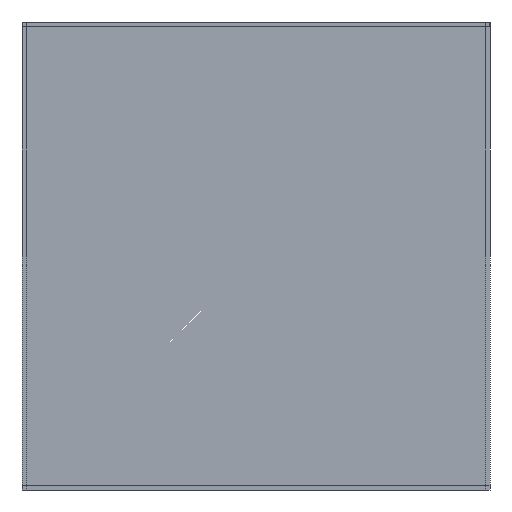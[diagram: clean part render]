
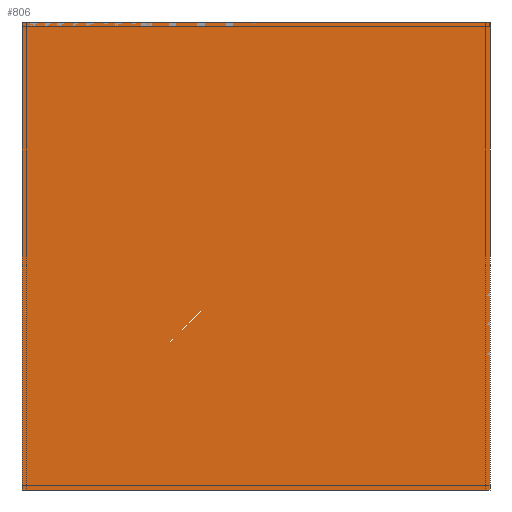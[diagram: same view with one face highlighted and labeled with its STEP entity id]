
A CAD part, front view. The second image highlights one B-rep face of the part: STEP entity #806.
In plain terms, the highlighted planar face has unit normal (0, -1, 0).
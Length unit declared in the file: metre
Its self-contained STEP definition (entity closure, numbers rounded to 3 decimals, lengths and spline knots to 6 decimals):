
#68 = CARTESIAN_POINT('NONE', (-0.05, -0.05, -0.05));
#69 = VERTEX_POINT('NONE', #68);
#70 = CARTESIAN_POINT('NONE', (-0.05, -0.05, 0.05));
#71 = VERTEX_POINT('NONE', #70);
#76 = CARTESIAN_POINT('NONE', (0.05, -0.05, 0.05));
#77 = VERTEX_POINT('NONE', #76);
#80 = CARTESIAN_POINT('NONE', (0.05, -0.05, -0.05));
#81 = VERTEX_POINT('NONE', #80);
#292 = DIRECTION('NONE', (0., 0, 1));
#293 = VECTOR('NONE', #292, 1);
#294 = CARTESIAN_POINT('NONE', (-0.05, -0.05, -0.05));
#295 = LINE('NONE', #294, #293);
#308 = DIRECTION('NONE', (1, 0, 0));
#309 = VECTOR('NONE', #308, 1);
#310 = CARTESIAN_POINT('NONE', (-0.05, -0.05, 0.05));
#311 = LINE('NONE', #310, #309);
#320 = DIRECTION('NONE', (0., 0, -1));
#321 = VECTOR('NONE', #320, 1);
#322 = CARTESIAN_POINT('NONE', (0.05, -0.05, 0.05));
#323 = LINE('NONE', #322, #321);
#332 = DIRECTION('NONE', (-1, 0, 0));
#333 = VECTOR('NONE', #332, 1);
#334 = CARTESIAN_POINT('NONE', (0.05, -0.05, -0.05));
#335 = LINE('NONE', #334, #333);
#436 = EDGE_CURVE('NONE', #69, #71, #295, .T.);
#440 = EDGE_CURVE('NONE', #71, #77, #311, .T.);
#443 = EDGE_CURVE('NONE', #77, #81, #323, .T.);
#446 = EDGE_CURVE('NONE', #81, #69, #335, .T.);
#572 = CARTESIAN_POINT('NONE', (0, -0.05, -0));
#573 = DIRECTION('NONE', (0, 1, 0));
#574 = AXIS2_PLACEMENT_3D('NONE', #572, #573, $);
#575 = PLANE('NONE', #574);
#800 = ORIENTED_EDGE('NONE', *, *, #446, .F.);
#801 = ORIENTED_EDGE('NONE', *, *, #443, .F.);
#802 = ORIENTED_EDGE('NONE', *, *, #440, .F.);
#803 = ORIENTED_EDGE('NONE', *, *, #436, .F.);
#804 = EDGE_LOOP('NONE', (#800, #801, #802, #803));
#805 = FACE_BOUND('NONE', #804, .T.);
#806 = ADVANCED_FACE('NONE', (#805), #575, .F.);
